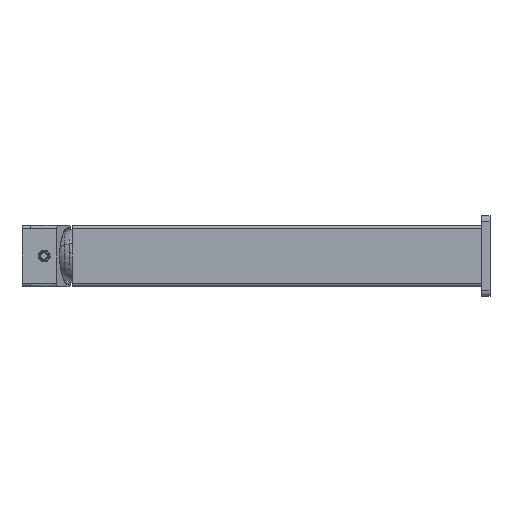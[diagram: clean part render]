
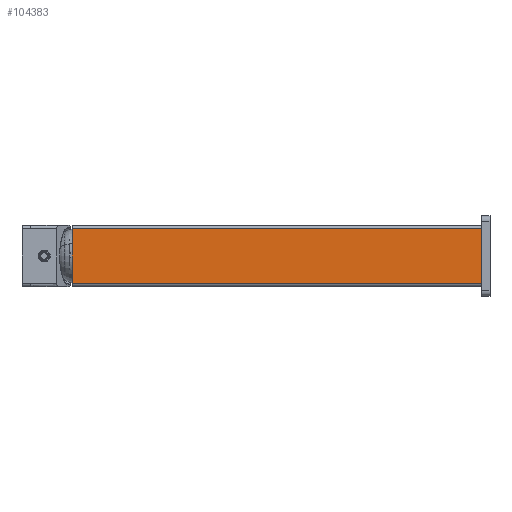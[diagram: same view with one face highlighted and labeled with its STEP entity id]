
A CAD part, left-side view. The second image highlights one B-rep face of the part: STEP entity #104383.
In plain terms, the highlighted planar face has unit normal (-1, 0, 0).
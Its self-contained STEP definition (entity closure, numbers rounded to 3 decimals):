
#2996 = EDGE_CURVE ( 'NONE', #65181, #97277, #89177, .T. ) ;
#3297 = EDGE_CURVE ( 'NONE', #35388, #65181, #75944, .T. ) ;
#5078 = DIRECTION ( 'NONE',  ( 0., 1., 0. ) ) ;
#9628 = CARTESIAN_POINT ( 'NONE',  ( -18., 240., -16. ) ) ;
#12071 = ORIENTED_EDGE ( 'NONE', *, *, #102074, .F. ) ;
#14485 = DIRECTION ( 'NONE',  ( 0., 0., 1. ) ) ;
#15403 = CARTESIAN_POINT ( 'NONE',  ( -18., 0., 16. ) ) ;
#15679 = VERTEX_POINT ( 'NONE', #15403 ) ;
#17423 = DIRECTION ( 'NONE',  ( 0., 1., 0. ) ) ;
#30139 = ORIENTED_EDGE ( 'NONE', *, *, #75066, .T. ) ;
#30998 = VECTOR ( 'NONE', #17423, 1000. ) ;
#35388 = VERTEX_POINT ( 'NONE', #67913 ) ;
#41175 = EDGE_LOOP ( 'NONE', ( #60384, #48263, #12071, #30139 ) ) ;
#45269 = CARTESIAN_POINT ( 'NONE',  ( -18., 0., -18. ) ) ;
#46984 = VECTOR ( 'NONE', #75795, 1000. ) ;
#48263 = ORIENTED_EDGE ( 'NONE', *, *, #3297, .F. ) ;
#53744 = DIRECTION ( 'NONE',  ( 0., 1., 0. ) ) ;
#55723 = CARTESIAN_POINT ( 'NONE',  ( -18., 0., 16. ) ) ;
#59538 = CARTESIAN_POINT ( 'NONE',  ( -18., 119.8, -16. ) ) ;
#60384 = ORIENTED_EDGE ( 'NONE', *, *, #2996, .F. ) ;
#65098 = CARTESIAN_POINT ( 'NONE',  ( -18., 240., 0. ) ) ;
#65181 = VERTEX_POINT ( 'NONE', #9628 ) ;
#67415 = AXIS2_PLACEMENT_3D ( 'NONE', #45269, #104351, #53744 ) ;
#67913 = CARTESIAN_POINT ( 'NONE',  ( -18., 0., -16. ) ) ;
#71925 = CARTESIAN_POINT ( 'NONE',  ( -18., 240., 16. ) ) ;
#75066 = EDGE_CURVE ( 'NONE', #15679, #97277, #94489, .T. ) ;
#75795 = DIRECTION ( 'NONE',  ( 0., 0., -1. ) ) ;
#75944 = LINE ( 'NONE', #59538, #30998 ) ;
#77328 = VECTOR ( 'NONE', #5078, 1000. ) ;
#89177 = LINE ( 'NONE', #65098, #91821 ) ;
#91688 = CARTESIAN_POINT ( 'NONE',  ( -18., 0., 18.36 ) ) ;
#91821 = VECTOR ( 'NONE', #14485, 1000. ) ;
#91947 = LINE ( 'NONE', #91688, #46984 ) ;
#94144 = FACE_OUTER_BOUND ( 'NONE', #41175, .T. ) ;
#94489 = LINE ( 'NONE', #55723, #77328 ) ;
#97277 = VERTEX_POINT ( 'NONE', #71925 ) ;
#102074 = EDGE_CURVE ( 'NONE', #15679, #35388, #91947, .T. ) ;
#103984 = PLANE ( 'NONE',  #67415 ) ;
#104351 = DIRECTION ( 'NONE',  ( -1., 0., 0. ) ) ;
#104383 = ADVANCED_FACE ( 'NONE', ( #94144 ), #103984, .T. ) ;
